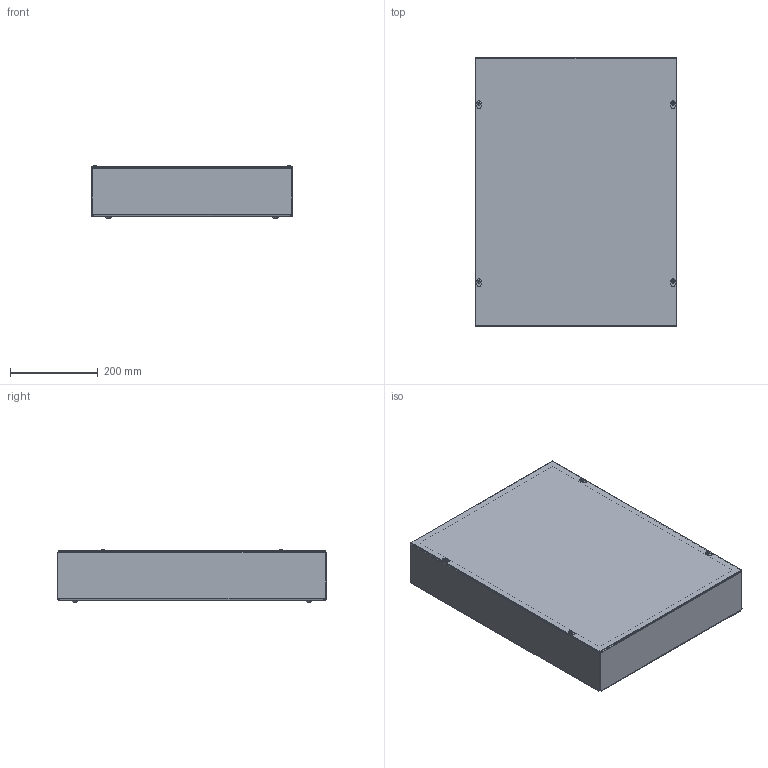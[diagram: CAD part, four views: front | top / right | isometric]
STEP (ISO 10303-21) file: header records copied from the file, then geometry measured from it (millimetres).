
FILE_DESCRIPTION(/* description */ ('BACKS - 18"X24"'),/* implementation_level */ '2;1');
FILE_NAME(/* name */ 'SC182404GNK.stp',/* time_stamp */ '2015-05-27T15:13:43+06:00',/* author */ ('mgunasekar'),/* organization */ (''),/* preprocessor_version */ 'ST-DEVELOPER v15.2',/* originating_system */ 'Autodesk Inventor 2014',/* authorisation */ '');
FILE_SCHEMA (('AUTOMOTIVE_DESIGN { 1 0 10303 214 3 1 1 }'));
Length unit declared in the file: inch
Products named in the file (5): SC1824GNKBKP; SC182404GNKWRA; SC1824GNKLID; 34056; SC182404GNK
Bounding box: 460.38 x 612.77 x 119.78 mm (x, y, z)
Volume: 1525848.6 mm3; surface area: 1743490 mm2
Topology: 7 solids, 7 shells, 359 faces, 919 edges, 580 vertices
Faces by surface type: plane 134, cylinder 81, cone 48, bspline 40, torus 36, sphere 20
Full cylindrical faces by diameter (mm): 3.734 x4, 4.166 x4, 4.191 x1, 4.566 x8, 5.803 x1, 7.62 x4, 9.754 x4
Entity records: 9089 total; most frequent: CARTESIAN_POINT 2748, ORIENTED_EDGE 1204, DIRECTION 1143, EDGE_CURVE 602, VERTEX_POINT 401, AXIS2_PLACEMENT_3D 396, EDGE_LOOP 371, LINE 351
